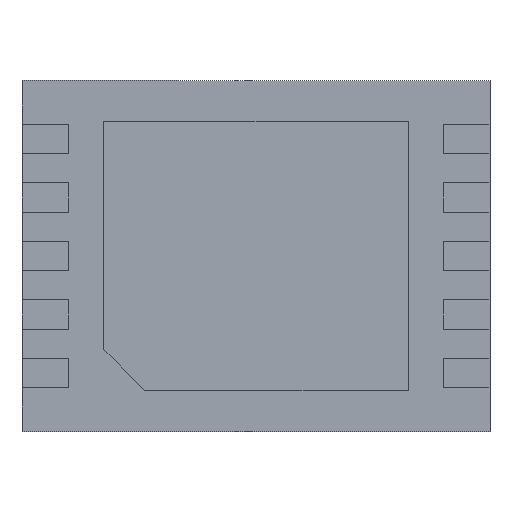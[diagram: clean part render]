
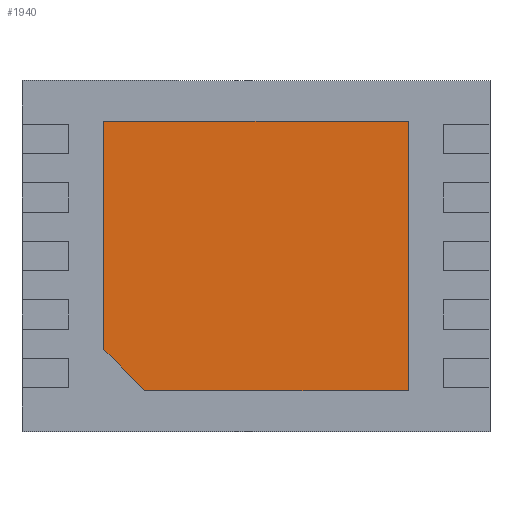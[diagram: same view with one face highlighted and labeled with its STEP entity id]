
A CAD part, front view. The second image highlights one B-rep face of the part: STEP entity #1940.
In plain terms, the highlighted planar face has unit normal (0, -1, 0).
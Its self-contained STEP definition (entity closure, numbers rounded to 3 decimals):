
#20 = DIRECTION ( 'NONE',  ( -1., 0., 0. ) ) ;
#34 = EDGE_CURVE ( 'NONE', #2831, #1098, #1408, .T. ) ;
#130 = EDGE_CURVE ( 'NONE', #1777, #1238, #245, .T. ) ;
#245 = LINE ( 'NONE', #1344, #1165 ) ;
#292 = CARTESIAN_POINT ( 'NONE',  ( 1.3, 0., 1.15 ) ) ;
#304 = VECTOR ( 'NONE', #3532, 1000. ) ;
#311 = CARTESIAN_POINT ( 'NONE',  ( 1.3, 0., -1.15 ) ) ;
#353 = VERTEX_POINT ( 'NONE', #1811 ) ;
#388 = EDGE_LOOP ( 'NONE', ( #937, #1708, #3102, #2259, #1873 ) ) ;
#472 = VECTOR ( 'NONE', #20, 1000. ) ;
#577 = CARTESIAN_POINT ( 'NONE',  ( -1.3, 0., -0.8 ) ) ;
#625 = FACE_OUTER_BOUND ( 'NONE', #388, .T. ) ;
#937 = ORIENTED_EDGE ( 'NONE', *, *, #1825, .T. ) ;
#991 = CARTESIAN_POINT ( 'NONE',  ( 0., 0., 0. ) ) ;
#1098 = VERTEX_POINT ( 'NONE', #2769 ) ;
#1103 = AXIS2_PLACEMENT_3D ( 'NONE', #991, #3072, #2547 ) ;
#1108 = CARTESIAN_POINT ( 'NONE',  ( 1.3, 0., 1.15 ) ) ;
#1165 = VECTOR ( 'NONE', #2427, 1000. ) ;
#1238 = VERTEX_POINT ( 'NONE', #2274 ) ;
#1279 = LINE ( 'NONE', #1824, #3258 ) ;
#1344 = CARTESIAN_POINT ( 'NONE',  ( -1.3, 0., -0.8 ) ) ;
#1352 = DIRECTION ( 'NONE',  ( 1., 0., 0. ) ) ;
#1391 = EDGE_CURVE ( 'NONE', #353, #1777, #1279, .T. ) ;
#1408 = LINE ( 'NONE', #1108, #304 ) ;
#1434 = EDGE_CURVE ( 'NONE', #1238, #2831, #2165, .T. ) ;
#1558 = DIRECTION ( 'NONE',  ( 0., 0., -1. ) ) ;
#1708 = ORIENTED_EDGE ( 'NONE', *, *, #1391, .T. ) ;
#1777 = VERTEX_POINT ( 'NONE', #577 ) ;
#1811 = CARTESIAN_POINT ( 'NONE',  ( -1.3, 0., 1.15 ) ) ;
#1824 = CARTESIAN_POINT ( 'NONE',  ( -1.3, 0., 1.15 ) ) ;
#1825 = EDGE_CURVE ( 'NONE', #1098, #353, #3312, .T. ) ;
#1873 = ORIENTED_EDGE ( 'NONE', *, *, #34, .T. ) ;
#1940 = ADVANCED_FACE ( 'NONE', ( #625 ), #3438, .T. ) ;
#2165 = LINE ( 'NONE', #3253, #2796 ) ;
#2259 = ORIENTED_EDGE ( 'NONE', *, *, #1434, .T. ) ;
#2274 = CARTESIAN_POINT ( 'NONE',  ( -0.95, 0., -1.15 ) ) ;
#2427 = DIRECTION ( 'NONE',  ( 0.707, 0., -0.707 ) ) ;
#2547 = DIRECTION ( 'NONE',  ( 0., 0., -1. ) ) ;
#2769 = CARTESIAN_POINT ( 'NONE',  ( 1.3, 0., 1.15 ) ) ;
#2796 = VECTOR ( 'NONE', #1352, 1000. ) ;
#2831 = VERTEX_POINT ( 'NONE', #311 ) ;
#3072 = DIRECTION ( 'NONE',  ( 0., -1., 0. ) ) ;
#3102 = ORIENTED_EDGE ( 'NONE', *, *, #130, .T. ) ;
#3253 = CARTESIAN_POINT ( 'NONE',  ( 1.3, 0., -1.15 ) ) ;
#3258 = VECTOR ( 'NONE', #1558, 1000. ) ;
#3312 = LINE ( 'NONE', #292, #472 ) ;
#3438 = PLANE ( 'NONE',  #1103 ) ;
#3532 = DIRECTION ( 'NONE',  ( 0., 0., 1. ) ) ;
